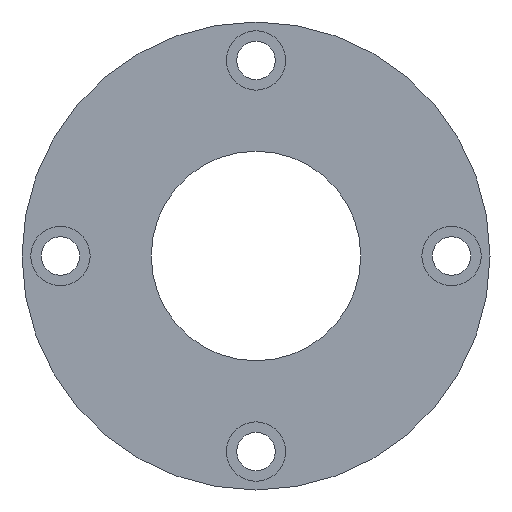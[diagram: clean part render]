
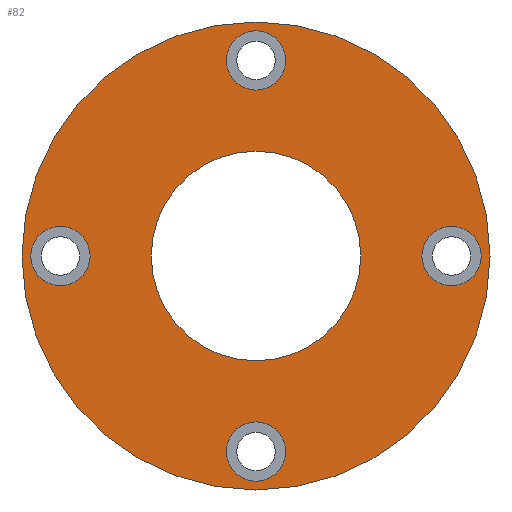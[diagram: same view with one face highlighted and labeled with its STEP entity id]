
A CAD part, left-side view. The second image highlights one B-rep face of the part: STEP entity #82.
In plain terms, the highlighted planar face has unit normal (-1, 0, 0).
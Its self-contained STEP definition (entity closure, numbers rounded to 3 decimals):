
#56 = EDGE_LOOP ( 'NONE', ( #1076, #1075 ) ) ;
#57 = EDGE_LOOP ( 'NONE', ( #1078, #1077 ) ) ;
#82 = ADVANCED_FACE ( 'NONE', ( #830, #836, #838, #840, #829, #832 ), #140, .F. ) ;
#84 = CARTESIAN_POINT ( 'NONE',  ( 0., -56., -8.5 ) ) ;
#91 = CARTESIAN_POINT ( 'NONE',  ( 0., -56., 8.5 ) ) ;
#99 = CARTESIAN_POINT ( 'NONE',  ( 0., 0., -30. ) ) ;
#104 = CARTESIAN_POINT ( 'NONE',  ( 0., 0., -67. ) ) ;
#109 = CARTESIAN_POINT ( 'NONE',  ( 0., 0., 47.5 ) ) ;
#110 = CARTESIAN_POINT ( 'NONE',  ( 0., 0., -64.5 ) ) ;
#114 = CARTESIAN_POINT ( 'NONE',  ( 0., 0., 67. ) ) ;
#115 = CARTESIAN_POINT ( 'NONE',  ( 0., 0., 30. ) ) ;
#116 = CARTESIAN_POINT ( 'NONE',  ( 0., 56., 8.5 ) ) ;
#120 = CARTESIAN_POINT ( 'NONE',  ( 0., 0., -47.5 ) ) ;
#121 = CARTESIAN_POINT ( 'NONE',  ( 0., 0., 64.5 ) ) ;
#128 = CARTESIAN_POINT ( 'NONE',  ( 0., 56., -8.5 ) ) ;
#136 = DIRECTION ( 'NONE',  ( 0., 0., -1. ) ) ;
#137 = DIRECTION ( 'NONE',  ( 1., 0., 0. ) ) ;
#140 = PLANE ( 'NONE',  #640 ) ;
#145 = CARTESIAN_POINT ( 'NONE',  ( 0., 30., 0. ) ) ;
#158 = VERTEX_POINT ( 'NONE', #128 ) ;
#166 = VERTEX_POINT ( 'NONE', #121 ) ;
#167 = VERTEX_POINT ( 'NONE', #120 ) ;
#171 = VERTEX_POINT ( 'NONE', #116 ) ;
#172 = VERTEX_POINT ( 'NONE', #115 ) ;
#173 = VERTEX_POINT ( 'NONE', #114 ) ;
#177 = VERTEX_POINT ( 'NONE', #110 ) ;
#178 = VERTEX_POINT ( 'NONE', #109 ) ;
#184 = VERTEX_POINT ( 'NONE', #104 ) ;
#189 = VERTEX_POINT ( 'NONE', #99 ) ;
#197 = VERTEX_POINT ( 'NONE', #91 ) ;
#203 = VERTEX_POINT ( 'NONE', #84 ) ;
#216 = AXIS2_PLACEMENT_3D ( 'NONE', #1116, #1138, #1093 ) ;
#218 = AXIS2_PLACEMENT_3D ( 'NONE', #291, #338, #336 ) ;
#224 = AXIS2_PLACEMENT_3D ( 'NONE', #359, #275, #434 ) ;
#228 = AXIS2_PLACEMENT_3D ( 'NONE', #295, #326, #316 ) ;
#229 = AXIS2_PLACEMENT_3D ( 'NONE', #1143, #1135, #1134 ) ;
#262 = CARTESIAN_POINT ( 'NONE',  ( 0., 0., 0. ) ) ;
#268 = DIRECTION ( 'NONE',  ( 0., 0., 1. ) ) ;
#274 = DIRECTION ( 'NONE',  ( -1., 0., 0. ) ) ;
#275 = DIRECTION ( 'NONE',  ( -1., 0., 0. ) ) ;
#291 = CARTESIAN_POINT ( 'NONE',  ( 0., 0., -56. ) ) ;
#295 = CARTESIAN_POINT ( 'NONE',  ( 0., 0., 56. ) ) ;
#299 = DIRECTION ( 'NONE',  ( 0., 0., 1. ) ) ;
#302 = DIRECTION ( 'NONE',  ( 0., 0., 1. ) ) ;
#308 = DIRECTION ( 'NONE',  ( -1., 0., 0. ) ) ;
#316 = DIRECTION ( 'NONE',  ( 0., 0., 1. ) ) ;
#320 = DIRECTION ( 'NONE',  ( -1., 0., 0. ) ) ;
#326 = DIRECTION ( 'NONE',  ( -1., 0., 0. ) ) ;
#330 = DIRECTION ( 'NONE',  ( 0., 0., 1. ) ) ;
#336 = DIRECTION ( 'NONE',  ( 0., 0., 1. ) ) ;
#338 = DIRECTION ( 'NONE',  ( -1., 0., 0. ) ) ;
#348 = CARTESIAN_POINT ( 'NONE',  ( 0., 0., 0. ) ) ;
#357 = DIRECTION ( 'NONE',  ( 0., 0., 1. ) ) ;
#358 = DIRECTION ( 'NONE',  ( -1., 0., 0. ) ) ;
#359 = CARTESIAN_POINT ( 'NONE',  ( 0., -56., 0. ) ) ;
#361 = CARTESIAN_POINT ( 'NONE',  ( 0., 0., 0. ) ) ;
#391 = CARTESIAN_POINT ( 'NONE',  ( 0., -56., 0. ) ) ;
#434 = DIRECTION ( 'NONE',  ( 0., 0., 1. ) ) ;
#442 = CARTESIAN_POINT ( 'NONE',  ( 0., 0., -56. ) ) ;
#459 = DIRECTION ( 'NONE',  ( 0., 0., 1. ) ) ;
#460 = DIRECTION ( 'NONE',  ( -1., 0., 0. ) ) ;
#466 = CARTESIAN_POINT ( 'NONE',  ( 0., 56., 0. ) ) ;
#516 = DIRECTION ( 'NONE',  ( 0., 0., 1. ) ) ;
#530 = DIRECTION ( 'NONE',  ( -1., 0., 0. ) ) ;
#533 = CARTESIAN_POINT ( 'NONE',  ( 0., 0., 56. ) ) ;
#545 = DIRECTION ( 'NONE',  ( -1., 0., 0. ) ) ;
#552 = AXIS2_PLACEMENT_3D ( 'NONE', #262, #320, #302 ) ;
#554 = AXIS2_PLACEMENT_3D ( 'NONE', #391, #545, #299 ) ;
#557 = AXIS2_PLACEMENT_3D ( 'NONE', #533, #530, #516 ) ;
#561 = AXIS2_PLACEMENT_3D ( 'NONE', #466, #274, #268 ) ;
#563 = AXIS2_PLACEMENT_3D ( 'NONE', #442, #460, #459 ) ;
#567 = AXIS2_PLACEMENT_3D ( 'NONE', #348, #308, #330 ) ;
#573 = AXIS2_PLACEMENT_3D ( 'NONE', #361, #358, #357 ) ;
#640 = AXIS2_PLACEMENT_3D ( 'NONE', #145, #137, #136 ) ;
#659 = EDGE_CURVE ( 'NONE', #189, #172, #924, .T. ) ;
#664 = EDGE_CURVE ( 'NONE', #172, #189, #930, .T. ) ;
#669 = EDGE_CURVE ( 'NONE', #167, #177, #935, .T. ) ;
#672 = EDGE_CURVE ( 'NONE', #171, #158, #938, .T. ) ;
#677 = EDGE_CURVE ( 'NONE', #166, #178, #946, .T. ) ;
#681 = EDGE_CURVE ( 'NONE', #197, #203, #951, .T. ) ;
#682 = EDGE_CURVE ( 'NONE', #173, #184, #953, .T. ) ;
#695 = EDGE_CURVE ( 'NONE', #178, #166, #972, .T. ) ;
#703 = EDGE_CURVE ( 'NONE', #203, #197, #984, .T. ) ;
#709 = EDGE_CURVE ( 'NONE', #177, #167, #993, .T. ) ;
#717 = EDGE_CURVE ( 'NONE', #158, #171, #1005, .T. ) ;
#727 = EDGE_CURVE ( 'NONE', #184, #173, #1015, .T. ) ;
#765 = EDGE_LOOP ( 'NONE', ( #1072, #1057 ) ) ;
#770 = EDGE_LOOP ( 'NONE', ( #1061, #1062 ) ) ;
#782 = EDGE_LOOP ( 'NONE', ( #1080, #1079 ) ) ;
#786 = EDGE_LOOP ( 'NONE', ( #1074, #1073 ) ) ;
#829 = FACE_BOUND ( 'NONE', #786, .T. ) ;
#830 = FACE_BOUND ( 'NONE', #770, .T. ) ;
#832 = FACE_OUTER_BOUND ( 'NONE', #765, .T. ) ;
#836 = FACE_BOUND ( 'NONE', #782, .T. ) ;
#838 = FACE_BOUND ( 'NONE', #57, .T. ) ;
#840 = FACE_BOUND ( 'NONE', #56, .T. ) ;
#924 = CIRCLE ( 'NONE', #573, 30. ) ;
#930 = CIRCLE ( 'NONE', #567, 30. ) ;
#935 = CIRCLE ( 'NONE', #563, 8.5 ) ;
#938 = CIRCLE ( 'NONE', #561, 8.5 ) ;
#946 = CIRCLE ( 'NONE', #557, 8.5 ) ;
#951 = CIRCLE ( 'NONE', #554, 8.5 ) ;
#953 = CIRCLE ( 'NONE', #552, 67. ) ;
#972 = CIRCLE ( 'NONE', #228, 8.5 ) ;
#984 = CIRCLE ( 'NONE', #224, 8.5 ) ;
#993 = CIRCLE ( 'NONE', #218, 8.5 ) ;
#1005 = CIRCLE ( 'NONE', #216, 8.5 ) ;
#1015 = CIRCLE ( 'NONE', #229, 67. ) ;
#1057 = ORIENTED_EDGE ( 'NONE', *, *, #727, .T. ) ;
#1061 = ORIENTED_EDGE ( 'NONE', *, *, #677, .F. ) ;
#1062 = ORIENTED_EDGE ( 'NONE', *, *, #695, .F. ) ;
#1072 = ORIENTED_EDGE ( 'NONE', *, *, #682, .T. ) ;
#1073 = ORIENTED_EDGE ( 'NONE', *, *, #659, .F. ) ;
#1074 = ORIENTED_EDGE ( 'NONE', *, *, #664, .F. ) ;
#1075 = ORIENTED_EDGE ( 'NONE', *, *, #717, .F. ) ;
#1076 = ORIENTED_EDGE ( 'NONE', *, *, #672, .F. ) ;
#1077 = ORIENTED_EDGE ( 'NONE', *, *, #709, .F. ) ;
#1078 = ORIENTED_EDGE ( 'NONE', *, *, #669, .F. ) ;
#1079 = ORIENTED_EDGE ( 'NONE', *, *, #703, .F. ) ;
#1080 = ORIENTED_EDGE ( 'NONE', *, *, #681, .F. ) ;
#1093 = DIRECTION ( 'NONE',  ( 0., 0., 1. ) ) ;
#1116 = CARTESIAN_POINT ( 'NONE',  ( 0., 56., 0. ) ) ;
#1134 = DIRECTION ( 'NONE',  ( 0., 0., 1. ) ) ;
#1135 = DIRECTION ( 'NONE',  ( -1., 0., 0. ) ) ;
#1138 = DIRECTION ( 'NONE',  ( -1., 0., 0. ) ) ;
#1143 = CARTESIAN_POINT ( 'NONE',  ( 0., 0., 0. ) ) ;
